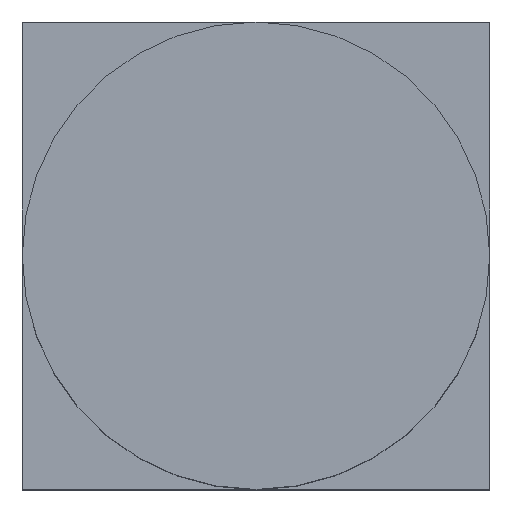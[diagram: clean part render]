
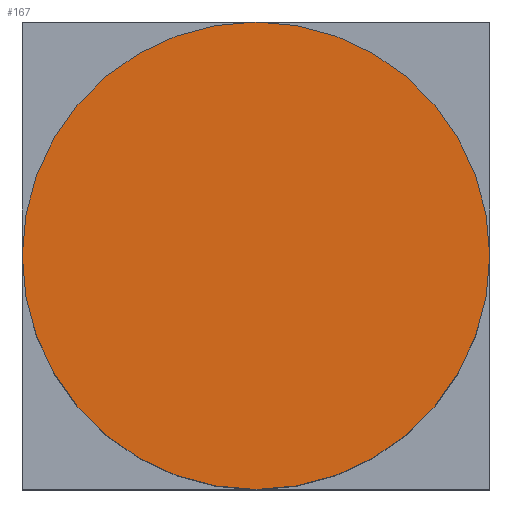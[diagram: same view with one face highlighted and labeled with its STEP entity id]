
A CAD part, top view. The second image highlights one B-rep face of the part: STEP entity #167.
In plain terms, the highlighted planar face has unit normal (0, 0, 1).
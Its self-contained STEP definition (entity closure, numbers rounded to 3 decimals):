
#15=PLANE('',#197);
#26=FACE_OUTER_BOUND('',#37,.T.);
#37=EDGE_LOOP('',(#128));
#81=CIRCLE('',#192,3.5);
#86=VERTEX_POINT('',#260);
#99=EDGE_CURVE('',#86,#86,#81,.T.);
#128=ORIENTED_EDGE('',*,*,#99,.T.);
#167=ADVANCED_FACE('',(#26),#15,.T.);
#192=AXIS2_PLACEMENT_3D('',#261,#211,#212);
#197=AXIS2_PLACEMENT_3D('',#271,#222,#223);
#211=DIRECTION('center_axis',(0.,0.,1.));
#212=DIRECTION('ref_axis',(-1.,0.,0.));
#222=DIRECTION('center_axis',(0.,0.,1.));
#223=DIRECTION('ref_axis',(-1.,0.,0.));
#260=CARTESIAN_POINT('',(7.,3.5,4.5));
#261=CARTESIAN_POINT('Origin',(3.5,3.5,4.5));
#271=CARTESIAN_POINT('Origin',(3.5,3.5,4.5));
